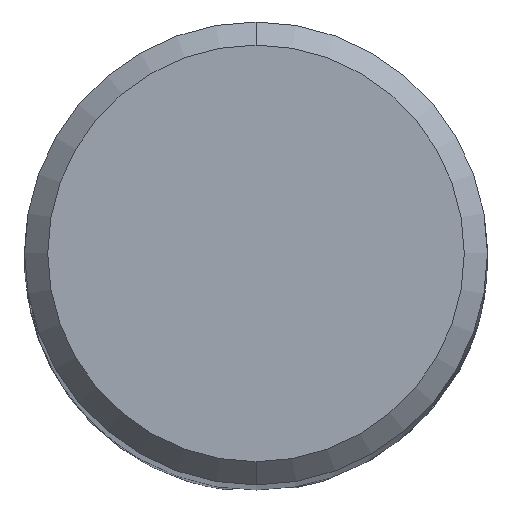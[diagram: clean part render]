
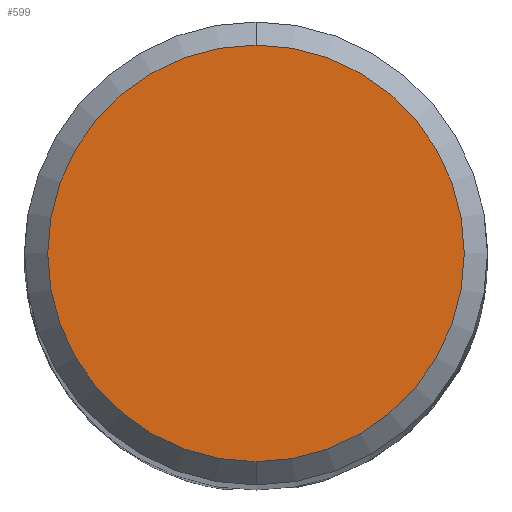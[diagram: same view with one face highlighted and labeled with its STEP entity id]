
A CAD part, top view. The second image highlights one B-rep face of the part: STEP entity #599.
In plain terms, the highlighted planar face has unit normal (0, 0, 1).
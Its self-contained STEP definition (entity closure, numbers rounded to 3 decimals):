
#311=EDGE_CURVE('',#623,#829,#868,.T.);
#333=EDGE_CURVE('',#829,#623,#895,.T.);
#599=ADVANCED_FACE('',(#1186),#1187,.T.);
#623=VERTEX_POINT('',#1212);
#829=VERTEX_POINT('',#1432);
#868=CIRCLE('',#1496,5.4);
#895=CIRCLE('',#1902,5.4);
#1186=FACE_OUTER_BOUND('',#2841,.T.);
#1187=PLANE('',#2842);
#1212=CARTESIAN_POINT('',(0.0,5.4,0.0));
#1432=CARTESIAN_POINT('',(0.,-5.4,0.0));
#1496=AXIS2_PLACEMENT_3D('',#3899,#3900,#3901);
#1902=AXIS2_PLACEMENT_3D('',#3950,#3951,#3952);
#2841=EDGE_LOOP('',(#4274,#4275));
#2842=AXIS2_PLACEMENT_3D('',#4276,#4277,#4278);
#3899=CARTESIAN_POINT('',(0.0,0.0,0.0));
#3900=DIRECTION('',(0.0,0.0,-1.0));
#3901=DIRECTION('',(0.0,1.0,0.0));
#3950=CARTESIAN_POINT('',(0.0,0.0,0.0));
#3951=DIRECTION('',(0.0,0.0,-1.0));
#3952=DIRECTION('',(0.0,1.0,0.0));
#4274=ORIENTED_EDGE('',*,*,#311,.F.);
#4275=ORIENTED_EDGE('',*,*,#333,.F.);
#4276=CARTESIAN_POINT('',(0.0,2.7,0.0));
#4277=DIRECTION('',(-0.0,0.0,1.0));
#4278=DIRECTION('',(0.0,-1.0,0.0));
